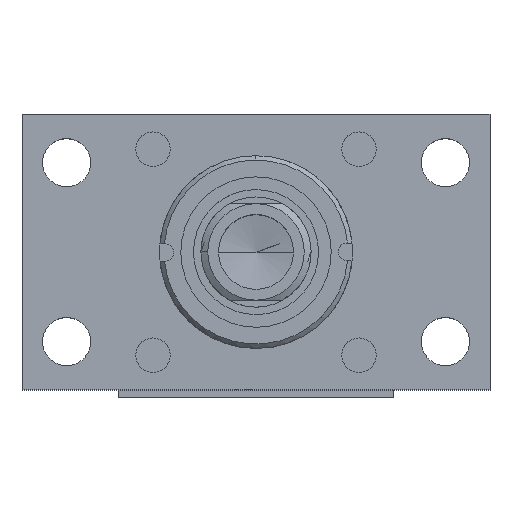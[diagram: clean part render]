
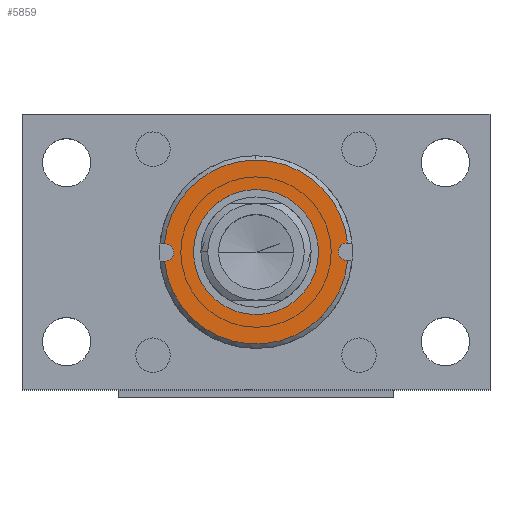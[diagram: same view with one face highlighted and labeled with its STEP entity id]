
A CAD part, top view. The second image highlights one B-rep face of the part: STEP entity #5859.
In plain terms, the highlighted planar face has unit normal (0, 0, 1).
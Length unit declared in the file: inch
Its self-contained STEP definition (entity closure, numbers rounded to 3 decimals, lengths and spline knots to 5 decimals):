
#13 = CARTESIAN_POINT ( 'NONE',  ( 19.33958, 31.20342, -2.69734 ) ) ;
#162 = DIRECTION ( 'NONE',  ( 0., 0., -1. ) ) ;
#438 = VERTEX_POINT ( 'NONE', #5549 ) ;
#445 = CARTESIAN_POINT ( 'NONE',  ( 19.41758, 31.45966, -2.69734 ) ) ;
#510 = EDGE_CURVE ( 'NONE', #1184, #7284, #6855, .T. ) ;
#622 = CIRCLE ( 'NONE', #7410, 0.5675 ) ;
#654 = CIRCLE ( 'NONE', #1871, 0.835 ) ;
#928 = DIRECTION ( 'NONE',  ( 0., 0., 1. ) ) ;
#997 = VERTEX_POINT ( 'NONE', #6885 ) ;
#1046 = EDGE_CURVE ( 'NONE', #4958, #438, #2377, .T. ) ;
#1101 = ORIENTED_EDGE ( 'NONE', *, *, #5908, .T. ) ;
#1103 = DIRECTION ( 'NONE',  ( -1., 0., 0. ) ) ;
#1139 = DIRECTION ( 'NONE',  ( -1., 0., 0. ) ) ;
#1184 = VERTEX_POINT ( 'NONE', #8245 ) ;
#1194 = CIRCLE ( 'NONE', #1517, 0.5675 ) ;
#1267 = VERTEX_POINT ( 'NONE', #6427 ) ;
#1282 = ORIENTED_EDGE ( 'NONE', *, *, #1046, .T. ) ;
#1386 = VECTOR ( 'NONE', #4607, 39.37008 ) ;
#1426 = AXIS2_PLACEMENT_3D ( 'NONE', #8327, #3180, #1139 ) ;
#1478 = VERTEX_POINT ( 'NONE', #6154 ) ;
#1517 = AXIS2_PLACEMENT_3D ( 'NONE', #7434, #928, #7962 ) ;
#1549 = DIRECTION ( 'NONE',  ( 1., 0., 0. ) ) ;
#1745 = EDGE_CURVE ( 'NONE', #3200, #8000, #622, .T. ) ;
#1795 = AXIS2_PLACEMENT_3D ( 'NONE', #8136, #2340, #1549 ) ;
#1871 = AXIS2_PLACEMENT_3D ( 'NONE', #1910, #7736, #8268 ) ;
#1889 = DIRECTION ( 'NONE',  ( 0., 0., 1. ) ) ;
#1910 = CARTESIAN_POINT ( 'NONE',  ( 19.41758, 30.63592, -2.69734 ) ) ;
#1992 = VECTOR ( 'NONE', #5327, 39.37008 ) ;
#2340 = DIRECTION ( 'NONE',  ( 0., 0., 1. ) ) ;
#2377 = CIRCLE ( 'NONE', #1795, 0.835 ) ;
#2707 = CIRCLE ( 'NONE', #5121, 0.078 ) ;
#3039 = ORIENTED_EDGE ( 'NONE', *, *, #5851, .T. ) ;
#3107 = CARTESIAN_POINT ( 'NONE',  ( 19.49558, 31.20342, -2.69734 ) ) ;
#3118 = DIRECTION ( 'NONE',  ( 0., 1., 0. ) ) ;
#3180 = DIRECTION ( 'NONE',  ( 0., 0., -1. ) ) ;
#3200 = VERTEX_POINT ( 'NONE', #7334 ) ;
#3213 = CARTESIAN_POINT ( 'NONE',  ( 19.41758, 30.63592, -2.69734 ) ) ;
#3388 = FACE_OUTER_BOUND ( 'NONE', #3435, .T. ) ;
#3435 = EDGE_LOOP ( 'NONE', ( #7533, #3039, #6511, #8168, #3699, #1282, #1101, #7807, #5683 ) ) ;
#3643 = LINE ( 'NONE', #13, #1386 ) ;
#3699 = ORIENTED_EDGE ( 'NONE', *, *, #5404, .F. ) ;
#4053 = CARTESIAN_POINT ( 'NONE',  ( 19.41758, 29.81218, -2.69734 ) ) ;
#4184 = EDGE_CURVE ( 'NONE', #4206, #1267, #3643, .T. ) ;
#4206 = VERTEX_POINT ( 'NONE', #5913 ) ;
#4388 = DIRECTION ( 'NONE',  ( 0., 0., -1. ) ) ;
#4607 = DIRECTION ( 'NONE',  ( 0., 1., 0. ) ) ;
#4612 = LINE ( 'NONE', #5980, #1992 ) ;
#4720 = EDGE_CURVE ( 'NONE', #1267, #7284, #7987, .T. ) ;
#4818 = EDGE_CURVE ( 'NONE', #8000, #3200, #1194, .T. ) ;
#4958 = VERTEX_POINT ( 'NONE', #5589 ) ;
#5021 = EDGE_LOOP ( 'NONE', ( #6292, #6521 ) ) ;
#5085 = EDGE_CURVE ( 'NONE', #997, #1478, #2707, .T. ) ;
#5121 = AXIS2_PLACEMENT_3D ( 'NONE', #445, #4388, #1103 ) ;
#5327 = DIRECTION ( 'NONE',  ( 0., -1., 0. ) ) ;
#5404 = EDGE_CURVE ( 'NONE', #4958, #1478, #4612, .T. ) ;
#5415 = CIRCLE ( 'NONE', #8012, 0.835 ) ;
#5549 = CARTESIAN_POINT ( 'NONE',  ( 18.58258, 30.63592, -2.69734 ) ) ;
#5589 = CARTESIAN_POINT ( 'NONE',  ( 19.33958, 31.46727, -2.69734 ) ) ;
#5683 = ORIENTED_EDGE ( 'NONE', *, *, #4720, .T. ) ;
#5800 = DIRECTION ( 'NONE',  ( 1., 0., 0. ) ) ;
#5851 = EDGE_CURVE ( 'NONE', #1184, #6371, #5415, .T. ) ;
#5859 = ADVANCED_FACE ( 'NONE', ( #7969, #3388 ), #8352, .F. ) ;
#5898 = EDGE_CURVE ( 'NONE', #6371, #997, #7157, .T. ) ;
#5908 = EDGE_CURVE ( 'NONE', #438, #4206, #654, .T. ) ;
#5913 = CARTESIAN_POINT ( 'NONE',  ( 19.33958, 29.80457, -2.69734 ) ) ;
#5980 = CARTESIAN_POINT ( 'NONE',  ( 19.33958, 31.20342, -2.69734 ) ) ;
#6154 = CARTESIAN_POINT ( 'NONE',  ( 19.33958, 31.45966, -2.69734 ) ) ;
#6292 = ORIENTED_EDGE ( 'NONE', *, *, #4818, .F. ) ;
#6371 = VERTEX_POINT ( 'NONE', #7516 ) ;
#6373 = DIRECTION ( 'NONE',  ( 0., -1., 0. ) ) ;
#6427 = CARTESIAN_POINT ( 'NONE',  ( 19.33958, 29.81218, -2.69734 ) ) ;
#6451 = DIRECTION ( 'NONE',  ( 0., 0., 1. ) ) ;
#6511 = ORIENTED_EDGE ( 'NONE', *, *, #5898, .T. ) ;
#6521 = ORIENTED_EDGE ( 'NONE', *, *, #1745, .F. ) ;
#6748 = AXIS2_PLACEMENT_3D ( 'NONE', #4053, #162, #7285 ) ;
#6855 = LINE ( 'NONE', #8307, #7151 ) ;
#6885 = CARTESIAN_POINT ( 'NONE',  ( 19.49558, 31.45966, -2.69734 ) ) ;
#7109 = CARTESIAN_POINT ( 'NONE',  ( 19.41758, 30.63592, -2.69734 ) ) ;
#7151 = VECTOR ( 'NONE', #3118, 39.37008 ) ;
#7157 = LINE ( 'NONE', #3107, #8387 ) ;
#7284 = VERTEX_POINT ( 'NONE', #8181 ) ;
#7285 = DIRECTION ( 'NONE',  ( -1., 0., 0. ) ) ;
#7334 = CARTESIAN_POINT ( 'NONE',  ( 18.85008, 30.63592, -2.69734 ) ) ;
#7410 = AXIS2_PLACEMENT_3D ( 'NONE', #3213, #1889, #7763 ) ;
#7434 = CARTESIAN_POINT ( 'NONE',  ( 19.41758, 30.63592, -2.69734 ) ) ;
#7516 = CARTESIAN_POINT ( 'NONE',  ( 19.49558, 31.46727, -2.69734 ) ) ;
#7533 = ORIENTED_EDGE ( 'NONE', *, *, #510, .F. ) ;
#7736 = DIRECTION ( 'NONE',  ( 0., 0., 1. ) ) ;
#7763 = DIRECTION ( 'NONE',  ( 1., 0., 0. ) ) ;
#7807 = ORIENTED_EDGE ( 'NONE', *, *, #4184, .T. ) ;
#7962 = DIRECTION ( 'NONE',  ( 1., 0., 0. ) ) ;
#7969 = FACE_BOUND ( 'NONE', #5021, .T. ) ;
#7987 = CIRCLE ( 'NONE', #6748, 0.078 ) ;
#7993 = CARTESIAN_POINT ( 'NONE',  ( 19.98508, 30.63592, -2.69734 ) ) ;
#8000 = VERTEX_POINT ( 'NONE', #7993 ) ;
#8012 = AXIS2_PLACEMENT_3D ( 'NONE', #7109, #6451, #5800 ) ;
#8136 = CARTESIAN_POINT ( 'NONE',  ( 19.41758, 30.63592, -2.69734 ) ) ;
#8168 = ORIENTED_EDGE ( 'NONE', *, *, #5085, .T. ) ;
#8181 = CARTESIAN_POINT ( 'NONE',  ( 19.49558, 29.81218, -2.69734 ) ) ;
#8245 = CARTESIAN_POINT ( 'NONE',  ( 19.49558, 29.80457, -2.69734 ) ) ;
#8268 = DIRECTION ( 'NONE',  ( 1., 0., 0. ) ) ;
#8307 = CARTESIAN_POINT ( 'NONE',  ( 19.49558, 31.20342, -2.69734 ) ) ;
#8327 = CARTESIAN_POINT ( 'NONE',  ( 19.41758, 31.20342, -2.69734 ) ) ;
#8352 = PLANE ( 'NONE',  #1426 ) ;
#8387 = VECTOR ( 'NONE', #6373, 39.37008 ) ;
